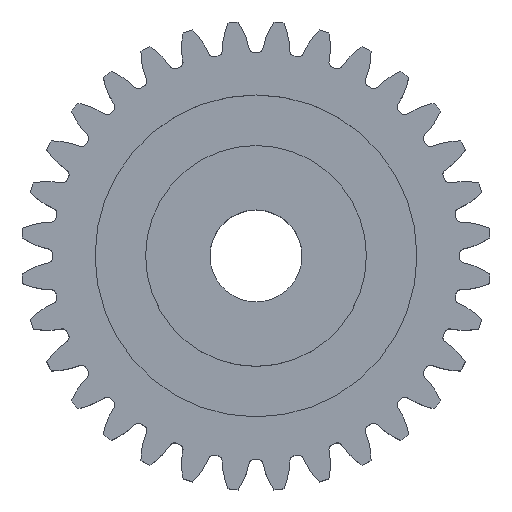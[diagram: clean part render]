
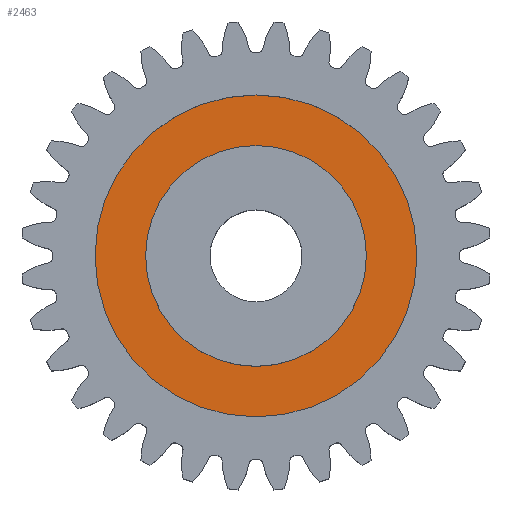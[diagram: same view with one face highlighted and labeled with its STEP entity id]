
A CAD part, top view. The second image highlights one B-rep face of the part: STEP entity #2463.
In plain terms, the highlighted planar face has unit normal (0, 0, 1).
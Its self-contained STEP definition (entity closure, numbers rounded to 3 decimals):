
#344 = EDGE_CURVE ( 'NONE', #354, #355, #3552, .T. ) ;
#354 = VERTEX_POINT ( 'NONE', #3567 ) ;
#355 = VERTEX_POINT ( 'NONE', #3576 ) ;
#389 = VERTEX_POINT ( 'NONE', #3826 ) ;
#395 = EDGE_CURVE ( 'NONE', #389, #397, #3656, .T. ) ;
#397 = VERTEX_POINT ( 'NONE', #3658 ) ;
#2449 = ORIENTED_EDGE ( 'NONE', *, *, #395, .F. ) ;
#2453 = EDGE_CURVE ( 'NONE', #355, #354, #7026, .T. ) ;
#2455 = ORIENTED_EDGE ( 'NONE', *, *, #344, .T. ) ;
#2460 = EDGE_LOOP ( 'NONE', ( #2455, #2519 ) ) ;
#2461 = EDGE_CURVE ( 'NONE', #397, #389, #7011, .T. ) ;
#2463 = ADVANCED_FACE ( 'NONE', ( #7014, #7167 ), #7004, .F. ) ;
#2519 = ORIENTED_EDGE ( 'NONE', *, *, #2453, .T. ) ;
#2520 = EDGE_LOOP ( 'NONE', ( #2521, #2449 ) ) ;
#2521 = ORIENTED_EDGE ( 'NONE', *, *, #2461, .F. ) ;
#3529 = CARTESIAN_POINT ( 'NONE',  ( 0., 0., 8.5 ) ) ;
#3552 = CIRCLE ( 'NONE', #3588, 12. ) ;
#3567 = CARTESIAN_POINT ( 'NONE',  ( -12., 0., 8.5 ) ) ;
#3576 = CARTESIAN_POINT ( 'NONE',  ( 12., 0., 8.5 ) ) ;
#3582 = DIRECTION ( 'NONE',  ( -1., 0., 0. ) ) ;
#3583 = DIRECTION ( 'NONE',  ( 0., 0., -1. ) ) ;
#3588 = AXIS2_PLACEMENT_3D ( 'NONE', #3529, #3583, #3582 ) ;
#3654 = DIRECTION ( 'NONE',  ( -1., 0., 0. ) ) ;
#3655 = AXIS2_PLACEMENT_3D ( 'NONE', #3667, #3663, #3654 ) ;
#3656 = CIRCLE ( 'NONE', #3655, 17.5 ) ;
#3658 = CARTESIAN_POINT ( 'NONE',  ( -17.5, 0., 8.5 ) ) ;
#3663 = DIRECTION ( 'NONE',  ( 0., 0., -1. ) ) ;
#3667 = CARTESIAN_POINT ( 'NONE',  ( 0., 0., 8.5 ) ) ;
#3826 = CARTESIAN_POINT ( 'NONE',  ( 17.5, 0., 8.5 ) ) ;
#6999 = DIRECTION ( 'NONE',  ( -1., 0., 0. ) ) ;
#7003 = CARTESIAN_POINT ( 'NONE',  ( 0., 0., 8.5 ) ) ;
#7004 = PLANE ( 'NONE',  #7008 ) ;
#7005 = CARTESIAN_POINT ( 'NONE',  ( 0., 0., 8.5 ) ) ;
#7008 = AXIS2_PLACEMENT_3D ( 'NONE', #7005, #7225, #7224 ) ;
#7009 = DIRECTION ( 'NONE',  ( -1., 0., 0. ) ) ;
#7010 = DIRECTION ( 'NONE',  ( 0., 0., -1. ) ) ;
#7011 = CIRCLE ( 'NONE', #7021, 17.5 ) ;
#7013 = DIRECTION ( 'NONE',  ( 0., 0., -1. ) ) ;
#7014 = FACE_BOUND ( 'NONE', #2460, .T. ) ;
#7016 = CARTESIAN_POINT ( 'NONE',  ( 0., 0., 8.5 ) ) ;
#7018 = AXIS2_PLACEMENT_3D ( 'NONE', #7016, #7010, #7009 ) ;
#7021 = AXIS2_PLACEMENT_3D ( 'NONE', #7003, #7013, #6999 ) ;
#7026 = CIRCLE ( 'NONE', #7018, 12. ) ;
#7167 = FACE_OUTER_BOUND ( 'NONE', #2520, .T. ) ;
#7224 = DIRECTION ( 'NONE',  ( -1., 0., 0. ) ) ;
#7225 = DIRECTION ( 'NONE',  ( 0., 0., -1. ) ) ;
